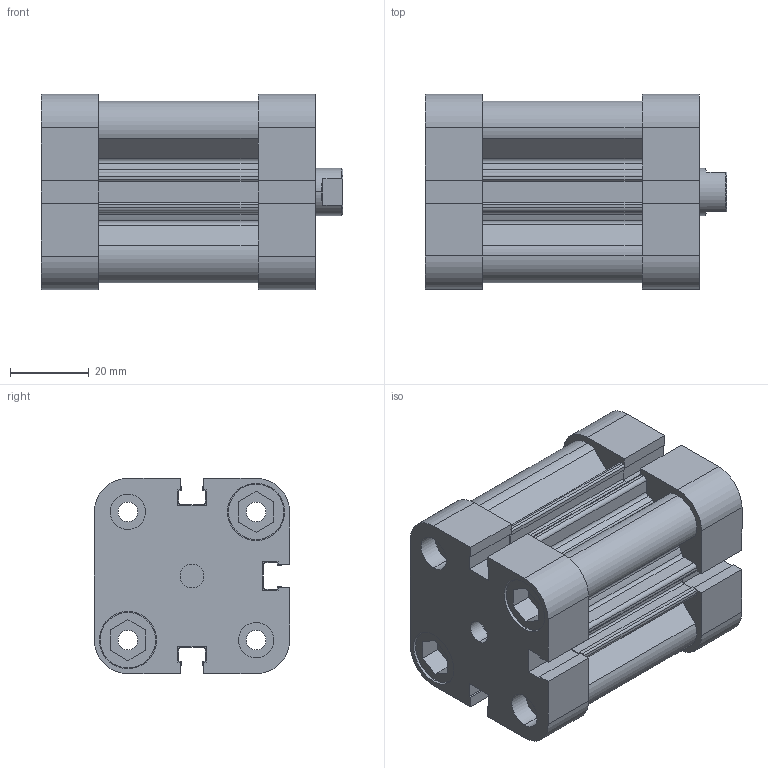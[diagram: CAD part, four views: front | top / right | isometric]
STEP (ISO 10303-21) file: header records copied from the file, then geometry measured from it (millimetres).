
FILE_DESCRIPTION (( 'STEP AP214' ), '1' );
FILE_NAME ('KCS-32-25-CYLINDER.STEP', '2013-07-24T13:51:42', ( '' ), ( '' ), 'SwSTEP 2.0', 'SolidWorks 2010', '' );
FILE_SCHEMA (( 'AUTOMOTIVE_DESIGN' ));
Length unit declared in the file: millimetre
Products named in the file (5): KCS  32  ARKA KAPAK; KCS  32  烰 KAPAK; KCS  32  M尳; KCS 32  BORU_Varsayýlan; KCS-32-25-CYLINDER
Assembly tree (4 placements, depth 2):
  KCS-32-25-CYLINDER
    KCS  32  M尳
    KCS  32  ARKA KAPAK
    KCS  32  烰 KAPAK
    KCS 32  BORU_Varsayýlan
Bounding box: 76.5 x 49.5 x 49.5 mm (x, y, z)
Volume: 101270.6 mm3; surface area: 46753.6 mm2
Topology: 4 solids, 4 shells, 308 faces, 826 edges, 547 vertices
Faces by surface type: plane 166, cylinder 132, cone 10
Entity records: 10164 total; most frequent: DIRECTION 1718, CARTESIAN_POINT 1710, ORIENTED_EDGE 1648, EDGE_CURVE 824, AXIS2_PLACEMENT_3D 587, VERTEX_POINT 547, LINE 544, VECTOR 544
